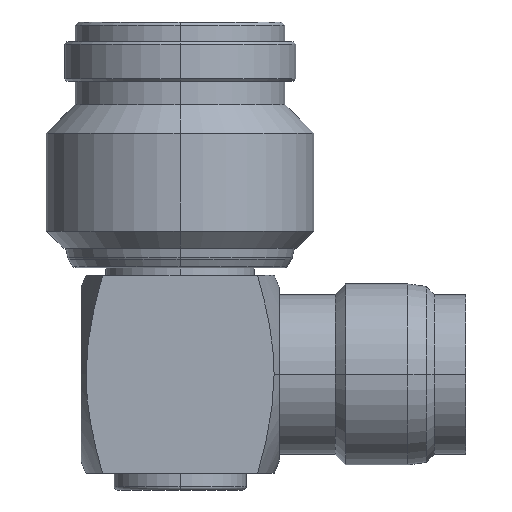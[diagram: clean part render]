
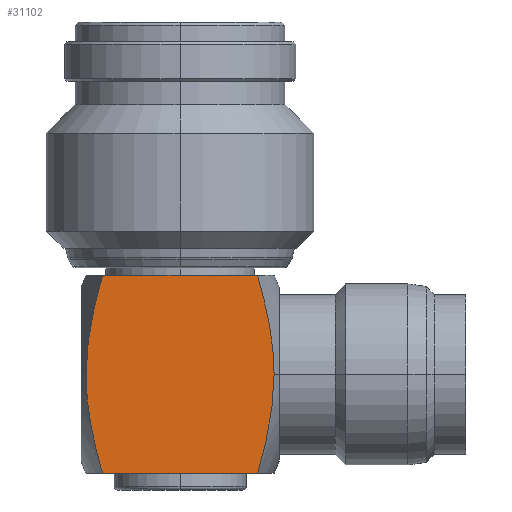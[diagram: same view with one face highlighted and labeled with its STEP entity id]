
A CAD part, left-side view. The second image highlights one B-rep face of the part: STEP entity #31102.
In plain terms, the highlighted planar face has unit normal (-1, 0, 0).
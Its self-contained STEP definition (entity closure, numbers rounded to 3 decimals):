
#48 = LINE ( 'NONE', #23767, #13151 ) ;
#627 = CARTESIAN_POINT ( 'NONE',  ( -6., -5.495, -23.887 ) ) ;
#707 = ORIENTED_EDGE ( 'NONE', *, *, #19718, .F. ) ;
#980 = CARTESIAN_POINT ( 'NONE',  ( -6., -5.697, -20.338 ) ) ;
#2322 = B_SPLINE_CURVE_WITH_KNOTS ( 'NONE', 3,
 ( #7785, #13016, #10475, #28861, #13129, #31479 ),
 .UNSPECIFIED., .F., .F.,
 ( 4, 2, 4 ),
 ( 0.025, 0.028, 0.031 ),
 .UNSPECIFIED. ) ;
#2918 = DIRECTION ( 'NONE',  ( 0., 1., 0. ) ) ;
#3268 = CARTESIAN_POINT ( 'NONE',  ( -6., -4.971, -26.377 ) ) ;
#4723 = VERTEX_POINT ( 'NONE', #8811 ) ;
#5161 = CARTESIAN_POINT ( 'NONE',  ( -6., 4.693, -27.35 ) ) ;
#5440 = DIRECTION ( 'NONE',  ( 1., 0., 0. ) ) ;
#5499 = EDGE_CURVE ( 'NONE', #9363, #4723, #18963, .T. ) ;
#5776 = VERTEX_POINT ( 'NONE', #7322 ) ;
#6619 = EDGE_CURVE ( 'NONE', #14093, #9363, #17903, .T. ) ;
#6711 = CARTESIAN_POINT ( 'NONE',  ( -6., -6., -27.35 ) ) ;
#7322 = CARTESIAN_POINT ( 'NONE',  ( -6., 4.693, -27.35 ) ) ;
#7361 = CARTESIAN_POINT ( 'NONE',  ( -6., 5.697, -21.35 ) ) ;
#7785 = CARTESIAN_POINT ( 'NONE',  ( -6., 5.697, -21.35 ) ) ;
#7979 = PLANE ( 'NONE',  #23879 ) ;
#8811 = CARTESIAN_POINT ( 'NONE',  ( -6., -4.693, -27.35 ) ) ;
#9363 = VERTEX_POINT ( 'NONE', #12327 ) ;
#10295 = ORIENTED_EDGE ( 'NONE', *, *, #28113, .T. ) ;
#10396 = CARTESIAN_POINT ( 'NONE',  ( -6., 5.495, -23.887 ) ) ;
#10475 = CARTESIAN_POINT ( 'NONE',  ( -6., 5.589, -19.332 ) ) ;
#11045 = CARTESIAN_POINT ( 'NONE',  ( -6., -5.697, -21.35 ) ) ;
#11074 = EDGE_LOOP ( 'NONE', ( #21414, #33599, #707, #12867, #10295, #32421 ) ) ;
#11289 = CARTESIAN_POINT ( 'NONE',  ( -6., -4.693, -15.35 ) ) ;
#12327 = CARTESIAN_POINT ( 'NONE',  ( -6., -5.697, -21.35 ) ) ;
#12867 = ORIENTED_EDGE ( 'NONE', *, *, #22341, .F. ) ;
#13016 = CARTESIAN_POINT ( 'NONE',  ( -6., 5.697, -20.338 ) ) ;
#13054 = CARTESIAN_POINT ( 'NONE',  ( -6., 5.671, -22.361 ) ) ;
#13129 = CARTESIAN_POINT ( 'NONE',  ( -6., 4.974, -16.334 ) ) ;
#13151 = VECTOR ( 'NONE', #2918, 1000. ) ;
#13471 = CARTESIAN_POINT ( 'NONE',  ( -6., 4.693, -15.35 ) ) ;
#14093 = VERTEX_POINT ( 'NONE', #25468 ) ;
#14826 = VERTEX_POINT ( 'NONE', #13471 ) ;
#15693 = CARTESIAN_POINT ( 'NONE',  ( -6., 5.697, -21.35 ) ) ;
#16334 = CARTESIAN_POINT ( 'NONE',  ( -6., -5.57, -23.377 ) ) ;
#16377 = VERTEX_POINT ( 'NONE', #7361 ) ;
#16670 = CARTESIAN_POINT ( 'NONE',  ( -6., -5.589, -19.332 ) ) ;
#17903 = B_SPLINE_CURVE_WITH_KNOTS ( 'NONE', 3,
 ( #11289, #24482, #32394, #16670, #980, #19304 ),
 .UNSPECIFIED., .F., .F.,
 ( 4, 2, 4 ),
 ( 0.006, 0.009, 0.012 ),
 .UNSPECIFIED. ) ;
#18951 = CARTESIAN_POINT ( 'NONE',  ( -6., -5.22, -25.395 ) ) ;
#18963 = B_SPLINE_CURVE_WITH_KNOTS ( 'NONE', 3,
 ( #11045, #29201, #32046, #16334, #627, #18951, #3268, #21585 ),
 .UNSPECIFIED., .F., .F.,
 ( 4, 2, 2, 4 ),
 ( 0.012, 0.014, 0.015, 0.018 ),
 .UNSPECIFIED. ) ;
#19304 = CARTESIAN_POINT ( 'NONE',  ( -6., -5.697, -21.35 ) ) ;
#19534 = VECTOR ( 'NONE', #19836, 1000. ) ;
#19718 = EDGE_CURVE ( 'NONE', #16377, #14826, #2322, .T. ) ;
#19836 = DIRECTION ( 'NONE',  ( 0., -1., 0. ) ) ;
#20826 = CARTESIAN_POINT ( 'NONE',  ( -6., 4.971, -26.377 ) ) ;
#21102 = CARTESIAN_POINT ( 'NONE',  ( -6., 6., -15.35 ) ) ;
#21414 = ORIENTED_EDGE ( 'NONE', *, *, #6619, .F. ) ;
#21585 = CARTESIAN_POINT ( 'NONE',  ( -6., -4.693, -27.35 ) ) ;
#22341 = EDGE_CURVE ( 'NONE', #5776, #16377, #31053, .T. ) ;
#23749 = DIRECTION ( 'NONE',  ( 0., -1., 0. ) ) ;
#23767 = CARTESIAN_POINT ( 'NONE',  ( -6., 6., -15.35 ) ) ;
#23879 = AXIS2_PLACEMENT_3D ( 'NONE', #21102, #5440, #23749 ) ;
#24482 = CARTESIAN_POINT ( 'NONE',  ( -6., -4.974, -16.334 ) ) ;
#25016 = EDGE_CURVE ( 'NONE', #14093, #14826, #48, .T. ) ;
#25468 = CARTESIAN_POINT ( 'NONE',  ( -6., -4.693, -15.35 ) ) ;
#26148 = CARTESIAN_POINT ( 'NONE',  ( -6., 5.22, -25.395 ) ) ;
#26547 = LINE ( 'NONE', #6711, #19534 ) ;
#28113 = EDGE_CURVE ( 'NONE', #5776, #4723, #26547, .T. ) ;
#28777 = FACE_OUTER_BOUND ( 'NONE', #11074, .T. ) ;
#28786 = CARTESIAN_POINT ( 'NONE',  ( -6., 5.57, -23.377 ) ) ;
#28861 = CARTESIAN_POINT ( 'NONE',  ( -6., 5.226, -17.331 ) ) ;
#29201 = CARTESIAN_POINT ( 'NONE',  ( -6., -5.697, -21.855 ) ) ;
#31053 = B_SPLINE_CURVE_WITH_KNOTS ( 'NONE', 3,
 ( #5161, #20826, #26148, #10396, #28786, #13054, #31396, #15693 ),
 .UNSPECIFIED., .F., .F.,
 ( 4, 2, 2, 4 ),
 ( 0.019, 0.022, 0.023, 0.025 ),
 .UNSPECIFIED. ) ;
#31102 = ADVANCED_FACE ( 'NONE', ( #28777 ), #7979, .F. ) ;
#31396 = CARTESIAN_POINT ( 'NONE',  ( -6., 5.697, -21.855 ) ) ;
#31479 = CARTESIAN_POINT ( 'NONE',  ( -6., 4.693, -15.35 ) ) ;
#32046 = CARTESIAN_POINT ( 'NONE',  ( -6., -5.671, -22.361 ) ) ;
#32394 = CARTESIAN_POINT ( 'NONE',  ( -6., -5.226, -17.331 ) ) ;
#32421 = ORIENTED_EDGE ( 'NONE', *, *, #5499, .F. ) ;
#33599 = ORIENTED_EDGE ( 'NONE', *, *, #25016, .T. ) ;
